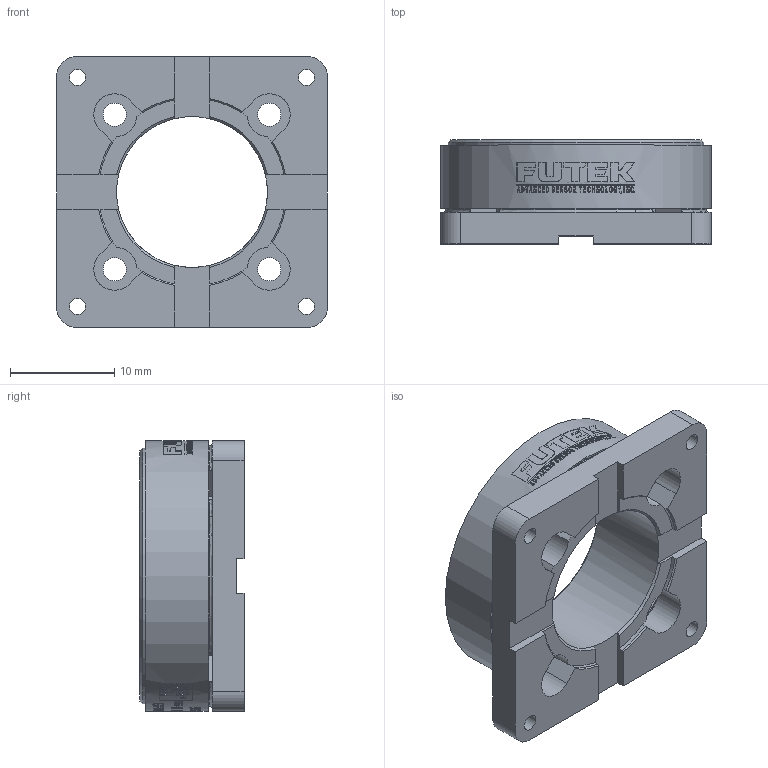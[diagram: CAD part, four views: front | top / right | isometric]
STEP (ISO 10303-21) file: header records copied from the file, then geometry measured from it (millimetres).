
FILE_DESCRIPTION(/* description */ (''),/* implementation_level */ '2;1');
FILE_NAME(/* name */ 'FO1433-A w Cover.stp',/* time_stamp */ '2017-05-11T15:45:53-07:00',/* author */ ('gabriel'),/* organization */ (''),/* preprocessor_version */ 'ST-DEVELOPER v15.6',/* originating_system */ 'Autodesk Inventor 2015',/* authorisation */ '');
FILE_SCHEMA (('AUTOMOTIVE_DESIGN { 1 0 10303 214 3 1 1 }'));
Products named in the file (3): FO1433-A; FM4460; FO1433-A w Cover
Bounding box: 26.01 x 10.01 x 26.01 mm (x, y, z)
Volume: 3348.4 mm3; surface area: 3775.6 mm2
Topology: 2 solids, 2 shells, 1571 faces, 4339 edges, 2891 vertices
Faces by surface type: plane 853, bspline 560, cylinder 137, cone 17, torus 4
Full cylindrical faces by diameter (mm): 1.575 x4, 2.21 x4, 14.503 x1, 17 x1, 24.587 x1, 24.613 x1, 24.994 x1, 25.146 x1, 26.01 x1
Entity records: 60807 total; most frequent: CARTESIAN_POINT 23855, ORIENTED_EDGE 8618, DIRECTION 5896, EDGE_CURVE 4309, VERTEX_POINT 2881, LINE 2444, VECTOR 2444, EDGE_LOOP 1738
